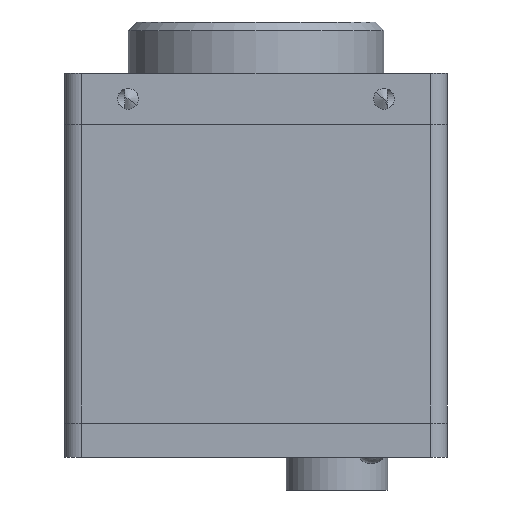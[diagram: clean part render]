
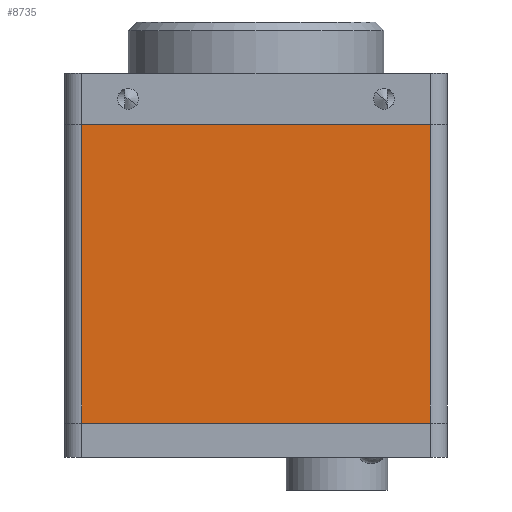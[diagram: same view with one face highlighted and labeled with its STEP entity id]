
A CAD part, front view. The second image highlights one B-rep face of the part: STEP entity #8735.
In plain terms, the highlighted planar face has unit normal (0, -1, 0).
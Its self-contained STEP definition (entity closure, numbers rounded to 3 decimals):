
#7547 = DIRECTION ( 'NONE',  ( -1., 0., 0. ) ) ;
#8571 = VERTEX_POINT ( 'NONE', #8815 ) ;
#8602 = VERTEX_POINT ( 'NONE', #9351 ) ;
#8641 = VERTEX_POINT ( 'NONE', #9204 ) ;
#8670 = EDGE_CURVE ( 'NONE', #8571, #8671, #9463, .T. ) ;
#8671 = VERTEX_POINT ( 'NONE', #9464 ) ;
#8675 = EDGE_LOOP ( 'NONE', ( #8692, #8747, #8760, #8723 ) ) ;
#8691 = EDGE_CURVE ( 'NONE', #8641, #8671, #9440, .T. ) ;
#8692 = ORIENTED_EDGE ( 'NONE', *, *, #8691, .T. ) ;
#8706 = EDGE_CURVE ( 'NONE', #8641, #8602, #9457, .T. ) ;
#8723 = ORIENTED_EDGE ( 'NONE', *, *, #8706, .F. ) ;
#8735 = ADVANCED_FACE ( 'NONE', ( #9454 ), #8811, .T. ) ;
#8747 = ORIENTED_EDGE ( 'NONE', *, *, #8670, .F. ) ;
#8760 = ORIENTED_EDGE ( 'NONE', *, *, #8777, .F. ) ;
#8777 = EDGE_CURVE ( 'NONE', #8602, #8571, #9543, .T. ) ;
#8809 = DIRECTION ( 'NONE',  ( 0., -1., 0. ) ) ;
#8811 = PLANE ( 'NONE',  #8819 ) ;
#8815 = CARTESIAN_POINT ( 'NONE',  ( -20.4, -15.7, -12.01 ) ) ;
#8818 = CARTESIAN_POINT ( 'NONE',  ( 22.44, -15.7, -10.26 ) ) ;
#8819 = AXIS2_PLACEMENT_3D ( 'NONE', #8818, #8809, #7547 ) ;
#9204 = CARTESIAN_POINT ( 'NONE',  ( 20.4, -15.7, -47.01 ) ) ;
#9351 = CARTESIAN_POINT ( 'NONE',  ( -20.4, -15.7, -47.01 ) ) ;
#9405 = DIRECTION ( 'NONE',  ( 0., 0., 1. ) ) ;
#9406 = VECTOR ( 'NONE', #9405, 1000. ) ;
#9417 = DIRECTION ( 'NONE',  ( -1., 0., 0. ) ) ;
#9418 = VECTOR ( 'NONE', #9417, 1000. ) ;
#9439 = CARTESIAN_POINT ( 'NONE',  ( 20.4, -15.7, -10.26 ) ) ;
#9440 = LINE ( 'NONE', #9439, #9406 ) ;
#9454 = FACE_OUTER_BOUND ( 'NONE', #8675, .T. ) ;
#9456 = CARTESIAN_POINT ( 'NONE',  ( -24.64, -15.7, -47.01 ) ) ;
#9457 = LINE ( 'NONE', #9456, #9418 ) ;
#9463 = LINE ( 'NONE', #9467, #9499 ) ;
#9464 = CARTESIAN_POINT ( 'NONE',  ( 20.4, -15.7, -12.01 ) ) ;
#9467 = CARTESIAN_POINT ( 'NONE',  ( -24.64, -15.7, -12.01 ) ) ;
#9498 = DIRECTION ( 'NONE',  ( 1., 0., 0. ) ) ;
#9499 = VECTOR ( 'NONE', #9498, 1000. ) ;
#9536 = DIRECTION ( 'NONE',  ( 0., 0., 1. ) ) ;
#9543 = LINE ( 'NONE', #9554, #9553 ) ;
#9553 = VECTOR ( 'NONE', #9536, 1000. ) ;
#9554 = CARTESIAN_POINT ( 'NONE',  ( -20.4, -15.7, -29.51 ) ) ;
